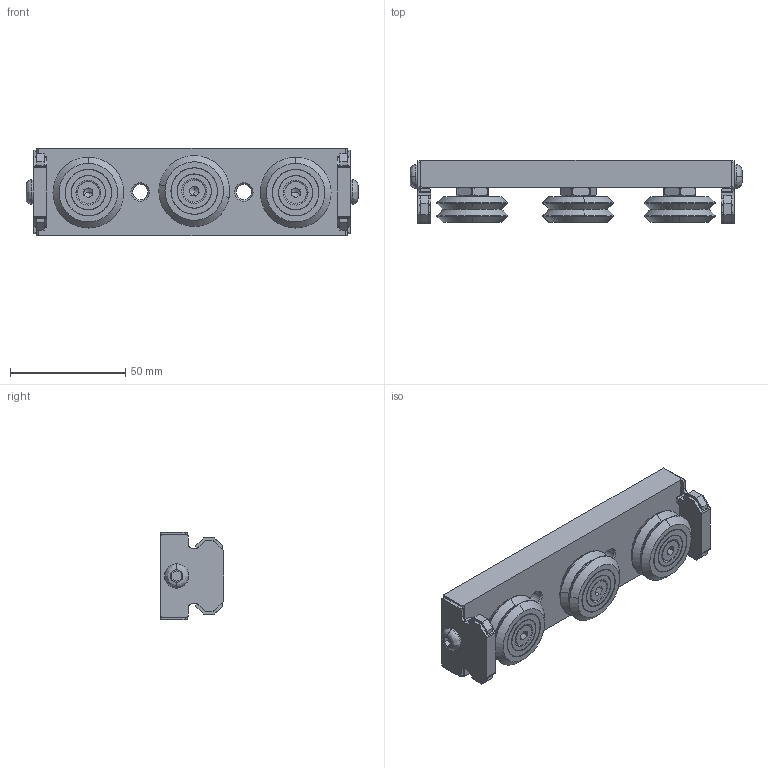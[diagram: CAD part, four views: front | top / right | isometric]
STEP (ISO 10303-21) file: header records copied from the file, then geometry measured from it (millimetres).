
FILE_DESCRIPTION (( 'STEP AP203' ), '1' );
FILE_NAME ('LUV-2-3W.step', '2024-05-13T17:28:04', ( '' ), ( '' ), 'SwSTEP 2.0', 'SolidWorks 2023', '' );
FILE_SCHEMA (( 'CONFIG_CONTROL_DESIGN' ));
Length unit declared in the file: millimetre
Products named in the file (1): LUV-2-3W
Bounding box: 144.14 x 27.69 x 38 mm (x, y, z)
Volume: 87392.8 mm3; surface area: 33307.2 mm2
Topology: 7 solids, 7 shells, 678 faces, 1619 edges, 1001 vertices
Faces by surface type: plane 236, cylinder 200, bspline 122, cone 120
Entity records: 26526 total; most frequent: CARTESIAN_POINT 11159, ORIENTED_EDGE 3218, DIRECTION 3193, EDGE_CURVE 1609, AXIS2_PLACEMENT_3D 1233, VERTEX_POINT 1001, EDGE_LOOP 746, LINE 727
